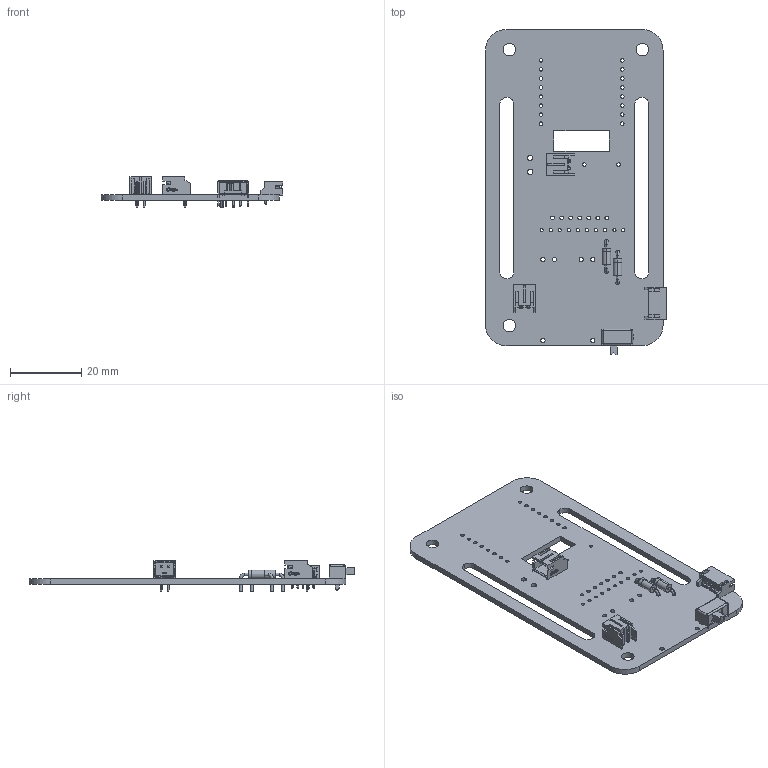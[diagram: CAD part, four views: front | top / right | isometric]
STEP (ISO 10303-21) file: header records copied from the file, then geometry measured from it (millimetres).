
FILE_DESCRIPTION(('Designed by EasyEDA Pro'),'2;1');
FILE_NAME('Open CASCADE Shape Model','2023-12-16T13:00:28',('Author'),( 'Open CASCADE'),'Open CASCADE STEP processor 7.6','Open CASCADE 7.6' ,'Unknown');
FILE_SCHEMA(('AUTOMOTIVE_DESIGN { 1 0 10303 214 1 1 1 1 }'));
Length unit declared in the file: millimetre
Products named in the file (16): PCBModel; Board; SWITCH; SW-TH_SK12D07VG4; COMPOUND; D4; DO-41_BD2.4-L4.7-P8.70-D0.9-FD; SOLID; D3; CN2; CONN-TH_5P-P1.50_X1502WR-05K-N0SN; U4; CONN-TH_S2B-PH-K-S-LF-SN
Assembly tree (17 placements, depth 4):
  PCBModel
    Board
    SWITCH
      SW-TH_SK12D07VG4
        COMPOUND
    D4
      DO-41_BD2.4-L4.7-P8.70-D0.9-FD
        SOLID
    D3
      DO-41_BD2.4-L4.7-P8.70-D0.9-FD
        SOLID
    CN2
      CONN-TH_5P-P1.50_X1502WR-05K-N0SN
        SOLID
    U4
      CONN-TH_S2B-PH-K-S-LF-SN
        COMPOUND
    U4
      CONN-TH_S2B-PH-K-S-LF-SN
        COMPOUND
Bounding box: 50.91 x 91.4 x 8.55 mm (x, y, z)
Volume: 6559.8 mm3; surface area: 10572 mm2
Topology: 60 solids, 60 shells, 2166 faces, 5804 edges, 3826 vertices
Faces by surface type: plane 1260, bspline 544, cylinder 300, torus 42, cone 20
Full cylindrical faces by diameter (mm): 0.75 x5, 0.85 x4, 0.889 x10, 0.914 x3, 1 x6, 1.016 x7, 1.199 x6, 1.5 x2, 3.556 x3
Entity records: 65098 total; most frequent: CARTESIAN_POINT 16486, ORIENTED_EDGE 8006, DIRECTION 5837, EDGE_CURVE 4003, VERTEX_POINT 2636, LINE 2577, VECTOR 2577, FACE_BOUND 1711
